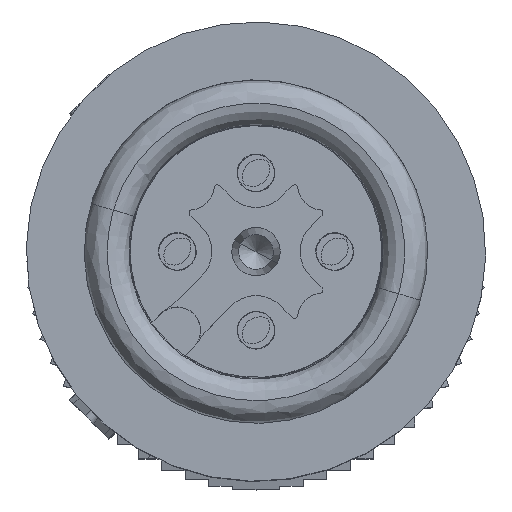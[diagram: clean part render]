
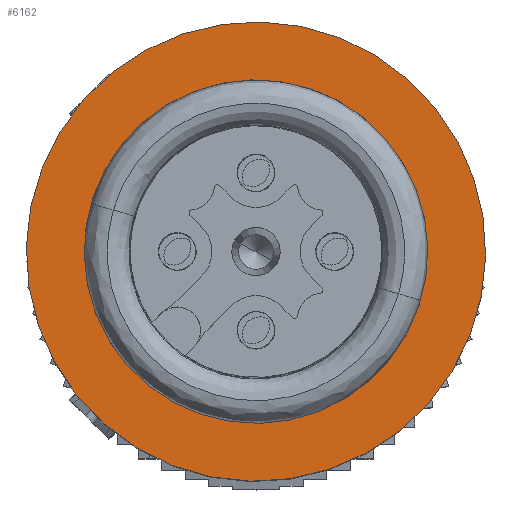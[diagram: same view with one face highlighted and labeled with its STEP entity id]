
A CAD part, top view. The second image highlights one B-rep face of the part: STEP entity #6162.
In plain terms, the highlighted planar face has unit normal (0, 0, 1).
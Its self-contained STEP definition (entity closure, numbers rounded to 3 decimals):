
#5490=AXIS2_PLACEMENT_3D('Circle Axis2P3D',#5488,#5489,$) ;
#5516=AXIS2_PLACEMENT_3D('Circle Axis2P3D',#5514,#5515,$) ;
#6138=AXIS2_PLACEMENT_3D('Plane Axis2P3D',#6135,#6136,#6137) ;
#6146=AXIS2_PLACEMENT_3D('Circle Axis2P3D',#6144,#6145,$) ;
#6155=AXIS2_PLACEMENT_3D('Circle Axis2P3D',#6153,#6154,$) ;
#5488=CARTESIAN_POINT('Axis2P3D Location',(7.3,7.3,189.5)) ;
#5492=CARTESIAN_POINT('Vertex',(10.8,0.894,189.5)) ;
#5494=CARTESIAN_POINT('Vertex',(3.8,13.706,189.5)) ;
#5514=CARTESIAN_POINT('Axis2P3D Location',(7.3,7.3,189.5)) ;
#6135=CARTESIAN_POINT('Axis2P3D Location',(7.3,14.6,189.5)) ;
#6144=CARTESIAN_POINT('Axis2P3D Location',(7.3,7.3,189.5)) ;
#6148=CARTESIAN_POINT('Vertex',(9.918,12.092,189.5)) ;
#6150=CARTESIAN_POINT('Vertex',(4.682,2.508,189.5)) ;
#6153=CARTESIAN_POINT('Axis2P3D Location',(7.3,7.3,189.5)) ;
#5489=DIRECTION('Axis2P3D Direction',(0.,0.,1.)) ;
#5515=DIRECTION('Axis2P3D Direction',(0.,0.,1.)) ;
#6136=DIRECTION('Axis2P3D Direction',(0.,0.,1.)) ;
#6137=DIRECTION('Axis2P3D XDirection',(0.,-1.,0.)) ;
#6145=DIRECTION('Axis2P3D Direction',(0.,0.,1.)) ;
#6154=DIRECTION('Axis2P3D Direction',(0.,0.,1.)) ;
#6141=ORIENTED_EDGE('',*,*,#5518,.T.) ;
#6142=ORIENTED_EDGE('',*,*,#5496,.T.) ;
#6159=ORIENTED_EDGE('',*,*,#6152,.F.) ;
#6160=ORIENTED_EDGE('',*,*,#6157,.F.) ;
#6161=FACE_BOUND('',#6158,.T.) ;
#6162=ADVANCED_FACE('Hauptk\X2\00F6\X0\rper',(#6143,#6161),#6139,.T.) ;
#5491=CIRCLE('generated circle',#5490,7.3) ;
#5517=CIRCLE('generated circle',#5516,7.3) ;
#6147=CIRCLE('generated circle',#6146,5.46) ;
#6156=CIRCLE('generated circle',#6155,5.46) ;
#5496=EDGE_CURVE('',#5493,#5495,#5491,.T.) ;
#5518=EDGE_CURVE('',#5495,#5493,#5517,.T.) ;
#6152=EDGE_CURVE('',#6149,#6151,#6147,.T.) ;
#6157=EDGE_CURVE('',#6151,#6149,#6156,.T.) ;
#6140=EDGE_LOOP('',(#6141,#6142)) ;
#6158=EDGE_LOOP('',(#6159,#6160)) ;
#6143=FACE_OUTER_BOUND('',#6140,.T.) ;
#6139=PLANE('',#6138) ;
#5493=VERTEX_POINT('',#5492) ;
#5495=VERTEX_POINT('',#5494) ;
#6149=VERTEX_POINT('',#6148) ;
#6151=VERTEX_POINT('',#6150) ;
